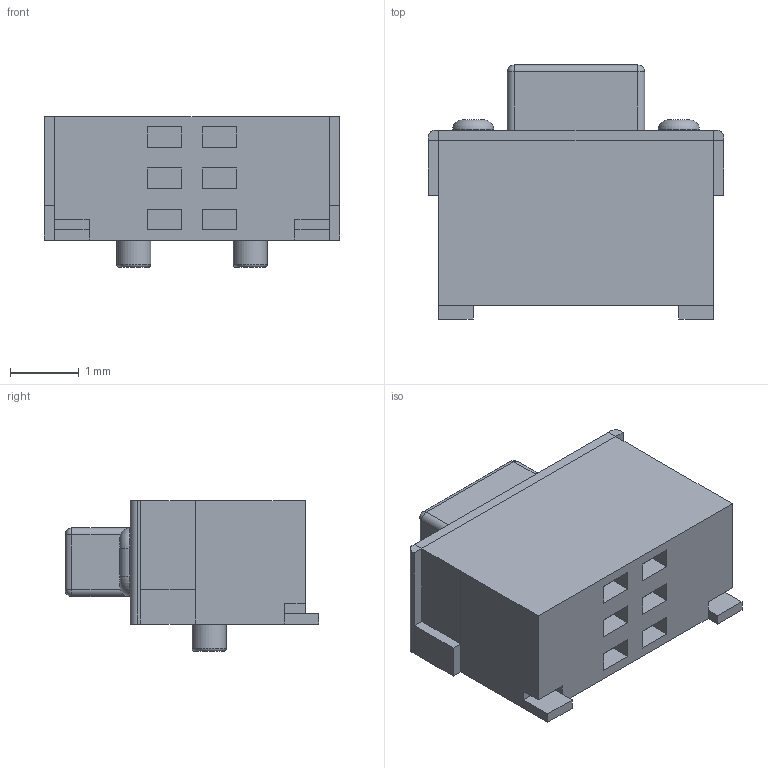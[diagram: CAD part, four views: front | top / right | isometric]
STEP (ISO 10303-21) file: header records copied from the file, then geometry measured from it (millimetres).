
FILE_DESCRIPTION(('FreeCAD Model'),'2;1');
FILE_NAME('TS-1224W_Side_Button_2x4x3.3mm_3.5mm_3.8mm_SMD_Aliexpress.step' ,'2019-12-23T00:13:11',('Author'),(''), 'Open CASCADE STEP processor 7.3','FreeCAD','Unknown');
FILE_SCHEMA(('AUTOMOTIVE_DESIGN { 1 0 10303 214 1 1 1 1 }'));
Length unit declared in the file: millimetre
Products named in the file (1): Fillet005
Bounding box: 4.3 x 3.7 x 2.2 mm (x, y, z)
Volume: 20.4 mm3; surface area: 56.6 mm2
Topology: 1 solids, 1 shells, 129 faces, 298 edges, 178 vertices
Faces by surface type: plane 99, cylinder 20, torus 6, sphere 4
Full cylindrical faces by diameter (mm): 0.5 x2
Entity records: 3545 total; most frequent: CARTESIAN_POINT 602, DIRECTION 602, ORIENTED_EDGE 588, EDGE_CURVE 294, LINE 246, VECTOR 246, AXIS2_PLACEMENT_3D 178, VERTEX_POINT 178
